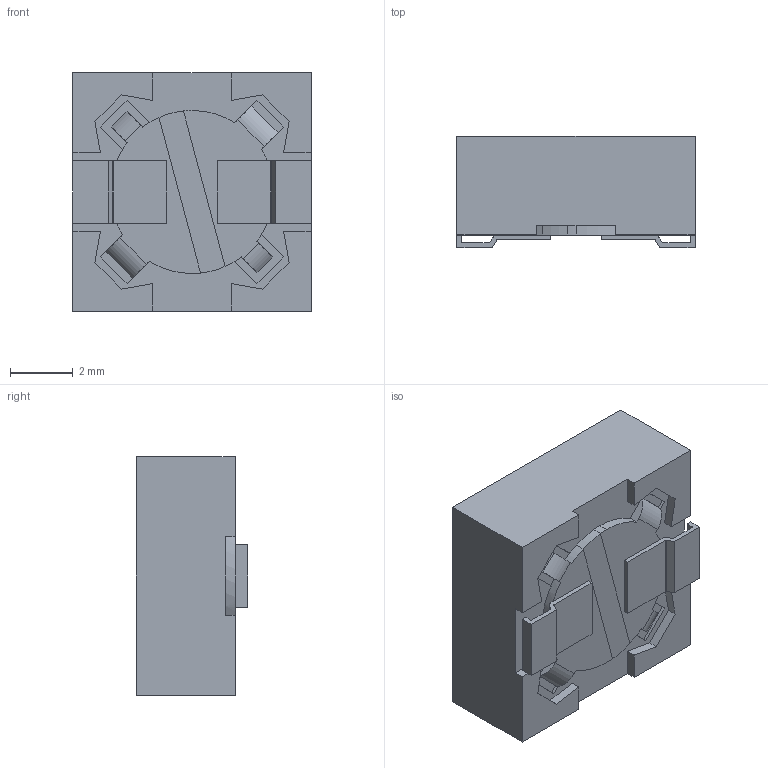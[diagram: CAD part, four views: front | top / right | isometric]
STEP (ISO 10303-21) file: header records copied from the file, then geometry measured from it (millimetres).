
FILE_DESCRIPTION (( 'STEP AP214' ), '1' );
FILE_NAME ('DR73-3R3-R.STEP', '2021-09-09T23:56:20', ( '' ), ( '' ), 'SwSTEP 2.0', 'SolidWorks 2017', '' );
FILE_SCHEMA (( 'AUTOMOTIVE_DESIGN' ));
Length unit declared in the file: millimetre
Products named in the file (1): DR73-3R3-R
Bounding box: 7.6 x 3.55 x 7.6 mm (x, y, z)
Volume: 176.2 mm3; surface area: 302.8 mm2
Topology: 2 solids, 2 shells, 141 faces, 392 edges, 256 vertices
Faces by surface type: plane 113, cylinder 28
Entity records: 4509 total; most frequent: CARTESIAN_POINT 790, ORIENTED_EDGE 784, DIRECTION 740, EDGE_CURVE 392, LINE 328, VECTOR 328, VERTEX_POINT 256, AXIS2_PLACEMENT_3D 206
